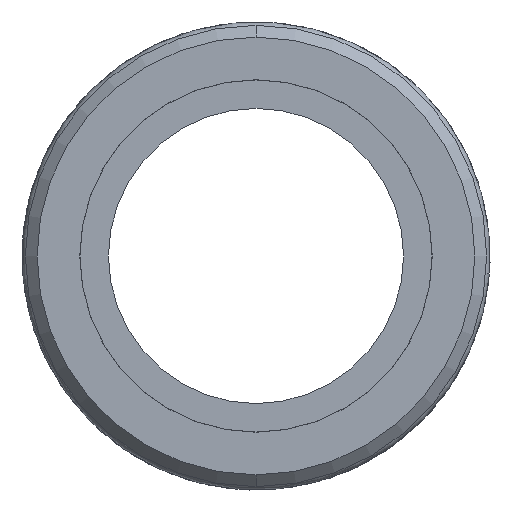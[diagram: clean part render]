
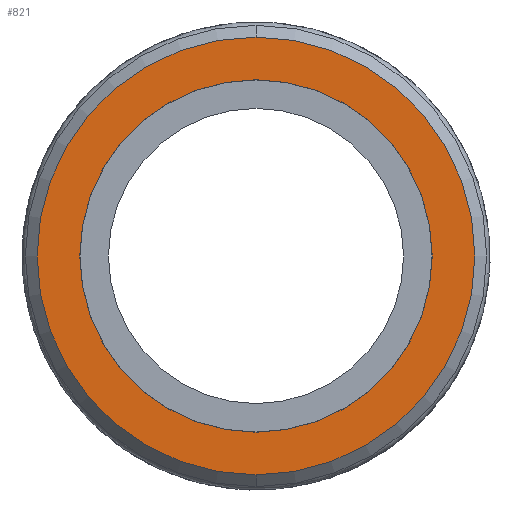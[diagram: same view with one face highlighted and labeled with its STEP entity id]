
A CAD part, front view. The second image highlights one B-rep face of the part: STEP entity #821.
In plain terms, the highlighted planar face has unit normal (0, -1, 0).
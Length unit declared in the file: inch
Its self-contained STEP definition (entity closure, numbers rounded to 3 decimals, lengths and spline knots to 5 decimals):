
#52 = CARTESIAN_POINT ( 'NONE',  ( 0., -1.5, 0. ) ) ;
#83 = DIRECTION ( 'NONE',  ( 0., 0., -1. ) ) ;
#90 = CIRCLE ( 'NONE', #2186, 0.8955 ) ;
#126 = DIRECTION ( 'NONE',  ( 0., 0., -1. ) ) ;
#131 = DIRECTION ( 'NONE',  ( 0., 0., -1. ) ) ;
#265 = FACE_BOUND ( 'NONE', #494, .T. ) ;
#274 = ORIENTED_EDGE ( 'NONE', *, *, #2728, .T. ) ;
#371 = DIRECTION ( 'NONE',  ( 0., 0., -1. ) ) ;
#464 = VERTEX_POINT ( 'NONE', #3854 ) ;
#494 = EDGE_LOOP ( 'NONE', ( #2262, #3268 ) ) ;
#536 = ORIENTED_EDGE ( 'NONE', *, *, #1216, .T. ) ;
#590 = CARTESIAN_POINT ( 'NONE',  ( 0., -1.5, 0.8955 ) ) ;
#673 = DIRECTION ( 'NONE',  ( 0., -1., 0. ) ) ;
#821 = ADVANCED_FACE ( 'NONE', ( #2944, #265 ), #1472, .T. ) ;
#835 = AXIS2_PLACEMENT_3D ( 'NONE', #1399, #2579, #126 ) ;
#843 = EDGE_CURVE ( 'NONE', #2835, #2023, #1285, .T. ) ;
#973 = CIRCLE ( 'NONE', #835, 1.113 ) ;
#1216 = EDGE_CURVE ( 'NONE', #464, #3788, #973, .T. ) ;
#1285 = CIRCLE ( 'NONE', #3082, 0.8955 ) ;
#1399 = CARTESIAN_POINT ( 'NONE',  ( 0., -1.5, 0. ) ) ;
#1472 = PLANE ( 'NONE',  #2964 ) ;
#1611 = CARTESIAN_POINT ( 'NONE',  ( 1.113, -1.5, 0. ) ) ;
#1666 = DIRECTION ( 'NONE',  ( 0., 0., -1. ) ) ;
#1721 = EDGE_LOOP ( 'NONE', ( #274, #536 ) ) ;
#1861 = CARTESIAN_POINT ( 'NONE',  ( 0., -1.5, 1.113 ) ) ;
#2023 = VERTEX_POINT ( 'NONE', #2597 ) ;
#2113 = CIRCLE ( 'NONE', #2234, 1.113 ) ;
#2186 = AXIS2_PLACEMENT_3D ( 'NONE', #3439, #3382, #1666 ) ;
#2214 = CARTESIAN_POINT ( 'NONE',  ( 0., -1.5, 0. ) ) ;
#2234 = AXIS2_PLACEMENT_3D ( 'NONE', #2214, #3423, #131 ) ;
#2262 = ORIENTED_EDGE ( 'NONE', *, *, #2894, .F. ) ;
#2579 = DIRECTION ( 'NONE',  ( 0., -1., 0. ) ) ;
#2597 = CARTESIAN_POINT ( 'NONE',  ( 0., -1.5, -0.8955 ) ) ;
#2728 = EDGE_CURVE ( 'NONE', #3788, #464, #2113, .T. ) ;
#2835 = VERTEX_POINT ( 'NONE', #590 ) ;
#2894 = EDGE_CURVE ( 'NONE', #2023, #2835, #90, .T. ) ;
#2944 = FACE_OUTER_BOUND ( 'NONE', #1721, .T. ) ;
#2964 = AXIS2_PLACEMENT_3D ( 'NONE', #1611, #673, #83 ) ;
#3082 = AXIS2_PLACEMENT_3D ( 'NONE', #52, #3294, #371 ) ;
#3268 = ORIENTED_EDGE ( 'NONE', *, *, #843, .F. ) ;
#3294 = DIRECTION ( 'NONE',  ( 0., -1., 0. ) ) ;
#3382 = DIRECTION ( 'NONE',  ( 0., -1., 0. ) ) ;
#3423 = DIRECTION ( 'NONE',  ( 0., -1., 0. ) ) ;
#3439 = CARTESIAN_POINT ( 'NONE',  ( 0., -1.5, 0. ) ) ;
#3788 = VERTEX_POINT ( 'NONE', #1861 ) ;
#3854 = CARTESIAN_POINT ( 'NONE',  ( 0., -1.5, -1.113 ) ) ;
